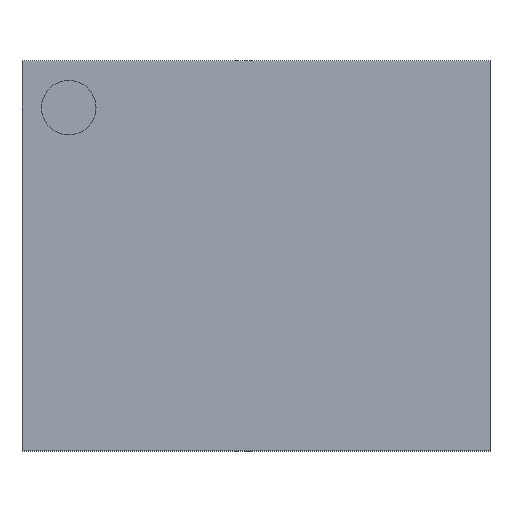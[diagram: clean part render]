
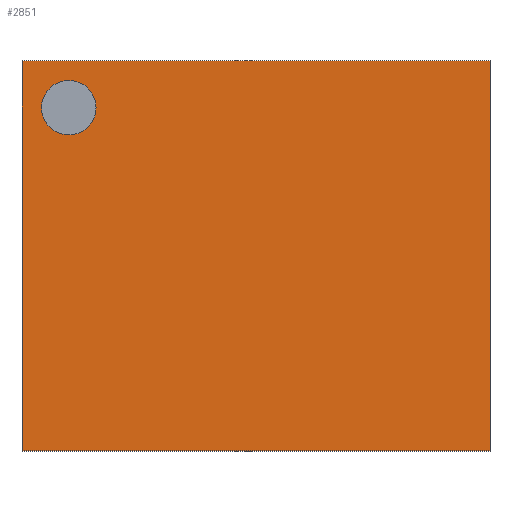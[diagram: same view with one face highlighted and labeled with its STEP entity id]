
A CAD part, top view. The second image highlights one B-rep face of the part: STEP entity #2851.
In plain terms, the highlighted planar face has unit normal (0, 0, 1).
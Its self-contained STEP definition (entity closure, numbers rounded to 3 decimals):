
#28=FACE_BOUND('',#367,.T.);
#30=CIRCLE('',#3043,0.175);
#175=FACE_OUTER_BOUND('',#366,.T.);
#366=EDGE_LOOP('',(#2299,#2300,#2301,#2302));
#367=EDGE_LOOP('',(#2303));
#698=LINE('',#4430,#1072);
#701=LINE('',#4435,#1075);
#703=LINE('',#4439,#1077);
#705=LINE('',#4442,#1079);
#1072=VECTOR('',#3604,1000.);
#1075=VECTOR('',#3609,1000.);
#1077=VECTOR('',#3613,1000.);
#1079=VECTOR('',#3617,1000.);
#1306=VERTEX_POINT('',#4261);
#1379=VERTEX_POINT('',#4428);
#1380=VERTEX_POINT('',#4429);
#1381=VERTEX_POINT('',#4434);
#1382=VERTEX_POINT('',#4438);
#1619=EDGE_CURVE('',#1306,#1306,#30,.T.);
#1700=EDGE_CURVE('',#1379,#1380,#698,.T.);
#1703=EDGE_CURVE('',#1380,#1381,#701,.T.);
#1705=EDGE_CURVE('',#1381,#1382,#703,.T.);
#1707=EDGE_CURVE('',#1382,#1379,#705,.T.);
#2299=ORIENTED_EDGE('',*,*,#1707,.T.);
#2300=ORIENTED_EDGE('',*,*,#1700,.T.);
#2301=ORIENTED_EDGE('',*,*,#1703,.T.);
#2302=ORIENTED_EDGE('',*,*,#1705,.T.);
#2303=ORIENTED_EDGE('',*,*,#1619,.F.);
#2676=PLANE('',#3059);
#2851=ADVANCED_FACE('',(#175,#28),#2676,.T.);
#3043=AXIS2_PLACEMENT_3D('',#4263,#3498,#3499);
#3059=AXIS2_PLACEMENT_3D('',#4443,#3618,#3619);
#3498=DIRECTION('center_axis',(0.,0.,1.));
#3499=DIRECTION('ref_axis',(0.,-1.,0.));
#3604=DIRECTION('',(0.,-1.,0.));
#3609=DIRECTION('',(1.,0.,0.));
#3613=DIRECTION('',(0.,1.,0.));
#3617=DIRECTION('',(-1.,0.,0.));
#3618=DIRECTION('center_axis',(0.,0.,1.));
#3619=DIRECTION('ref_axis',(0.,-1.,0.));
#4261=CARTESIAN_POINT('',(-1.2,1.125,0.87));
#4263=CARTESIAN_POINT('Origin',(-1.2,0.95,0.87));
#4428=CARTESIAN_POINT('',(-1.5,1.25,0.87));
#4429=CARTESIAN_POINT('',(-1.5,-1.25,0.87));
#4430=CARTESIAN_POINT('',(-1.5,-1.25,0.87));
#4434=CARTESIAN_POINT('',(1.5,-1.25,0.87));
#4435=CARTESIAN_POINT('',(1.5,-1.25,0.87));
#4438=CARTESIAN_POINT('',(1.5,1.25,0.87));
#4439=CARTESIAN_POINT('',(1.5,-1.25,0.87));
#4442=CARTESIAN_POINT('',(1.5,1.25,0.87));
#4443=CARTESIAN_POINT('Origin',(0.,0.,0.87));
